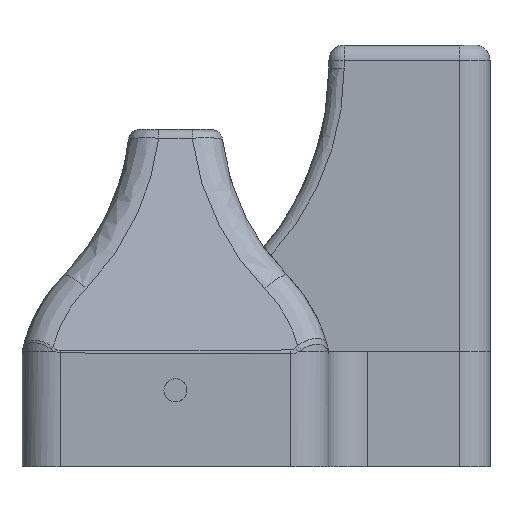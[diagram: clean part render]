
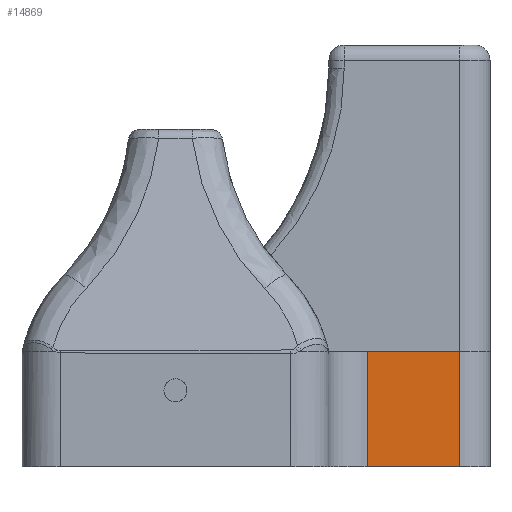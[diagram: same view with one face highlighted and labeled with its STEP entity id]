
A CAD part, front view. The second image highlights one B-rep face of the part: STEP entity #14869.
In plain terms, the highlighted planar face has unit normal (0, -1, 0).
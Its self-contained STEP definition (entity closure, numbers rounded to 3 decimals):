
#2410 = PLANE('',#2411);
#2411 = AXIS2_PLACEMENT_3D('',#2412,#2413,#2414);
#2412 = CARTESIAN_POINT('',(20.,-60.,0.));
#2413 = DIRECTION('',(0.,0.,-1.));
#2414 = DIRECTION('',(1.,0.,0.));
#4759 = VERTEX_POINT('',#4760);
#4760 = CARTESIAN_POINT('',(25.,-22.,15.));
#4779 = CYLINDRICAL_SURFACE('',#4780,5.);
#4780 = AXIS2_PLACEMENT_3D('',#4781,#4782,#4783);
#4781 = CARTESIAN_POINT('',(25.,-27.,0.));
#4782 = DIRECTION('',(0.,0.,1.));
#4783 = DIRECTION('',(0.,1.,0.));
#4807 = PLANE('',#4808);
#4808 = AXIS2_PLACEMENT_3D('',#4809,#4810,#4811);
#4809 = CARTESIAN_POINT('',(20.,-22.,15.));
#4810 = DIRECTION('',(0.,-1.,0.));
#4811 = DIRECTION('',(-1.,0.,0.));
#6702 = EDGE_CURVE('',#6703,#6705,#6707,.T.);
#6703 = VERTEX_POINT('',#6704);
#6704 = CARTESIAN_POINT('',(25.,-22.,0.));
#6705 = VERTEX_POINT('',#6706);
#6706 = CARTESIAN_POINT('',(37.,-22.,0.));
#6707 = SURFACE_CURVE('',#6708,(#6712,#6719),.PCURVE_S1.);
#6708 = LINE('',#6709,#6710);
#6709 = CARTESIAN_POINT('',(20.,-22.,0.));
#6710 = VECTOR('',#6711,1.);
#6711 = DIRECTION('',(1.,0.,0.));
#6712 = PCURVE('',#2410,#6713);
#6713 = DEFINITIONAL_REPRESENTATION('',(#6714),#6718);
#6714 = LINE('',#6715,#6716);
#6715 = CARTESIAN_POINT('',(0.,-38.));
#6716 = VECTOR('',#6717,1.);
#6717 = DIRECTION('',(1.,0.));
#6718 = ( GEOMETRIC_REPRESENTATION_CONTEXT(2) 
PARAMETRIC_REPRESENTATION_CONTEXT() REPRESENTATION_CONTEXT('2D SPACE',''
  ) );
#6719 = PCURVE('',#6720,#6725);
#6720 = PLANE('',#6721);
#6721 = AXIS2_PLACEMENT_3D('',#6722,#6723,#6724);
#6722 = CARTESIAN_POINT('',(20.,-22.,0.));
#6723 = DIRECTION('',(0.,-1.,0.));
#6724 = DIRECTION('',(-1.,0.,0.));
#6725 = DEFINITIONAL_REPRESENTATION('',(#6726),#6730);
#6726 = LINE('',#6727,#6728);
#6727 = CARTESIAN_POINT('',(0.,0.));
#6728 = VECTOR('',#6729,1.);
#6729 = DIRECTION('',(-1.,0.));
#6730 = ( GEOMETRIC_REPRESENTATION_CONTEXT(2) 
PARAMETRIC_REPRESENTATION_CONTEXT() REPRESENTATION_CONTEXT('2D SPACE',''
  ) );
#6753 = CYLINDRICAL_SURFACE('',#6754,4.);
#6754 = AXIS2_PLACEMENT_3D('',#6755,#6756,#6757);
#6755 = CARTESIAN_POINT('',(37.,-18.,0.));
#6756 = DIRECTION('',(0.,0.,1.));
#6757 = DIRECTION('',(0.,-1.,0.));
#13789 = EDGE_CURVE('',#6703,#4759,#13790,.T.);
#13790 = SURFACE_CURVE('',#13791,(#13795,#13802),.PCURVE_S1.);
#13791 = LINE('',#13792,#13793);
#13792 = CARTESIAN_POINT('',(25.,-22.,0.));
#13793 = VECTOR('',#13794,1.);
#13794 = DIRECTION('',(0.,0.,1.));
#13795 = PCURVE('',#4779,#13796);
#13796 = DEFINITIONAL_REPRESENTATION('',(#13797),#13801);
#13797 = LINE('',#13798,#13799);
#13798 = CARTESIAN_POINT('',(0.,0.));
#13799 = VECTOR('',#13800,1.);
#13800 = DIRECTION('',(0.,1.));
#13801 = ( GEOMETRIC_REPRESENTATION_CONTEXT(2) 
PARAMETRIC_REPRESENTATION_CONTEXT() REPRESENTATION_CONTEXT('2D SPACE',''
  ) );
#13802 = PCURVE('',#6720,#13803);
#13803 = DEFINITIONAL_REPRESENTATION('',(#13804),#13808);
#13804 = LINE('',#13805,#13806);
#13805 = CARTESIAN_POINT('',(-5.,0.));
#13806 = VECTOR('',#13807,1.);
#13807 = DIRECTION('',(0.,-1.));
#13808 = ( GEOMETRIC_REPRESENTATION_CONTEXT(2) 
PARAMETRIC_REPRESENTATION_CONTEXT() REPRESENTATION_CONTEXT('2D SPACE',''
  ) );
#14241 = VERTEX_POINT('',#14242);
#14242 = CARTESIAN_POINT('',(37.,-22.,15.));
#14265 = EDGE_CURVE('',#4759,#14241,#14266,.T.);
#14266 = SURFACE_CURVE('',#14267,(#14271,#14278),.PCURVE_S1.);
#14267 = LINE('',#14268,#14269);
#14268 = CARTESIAN_POINT('',(20.,-22.,15.));
#14269 = VECTOR('',#14270,1.);
#14270 = DIRECTION('',(1.,0.,0.));
#14271 = PCURVE('',#4807,#14272);
#14272 = DEFINITIONAL_REPRESENTATION('',(#14273),#14277);
#14273 = LINE('',#14274,#14275);
#14274 = CARTESIAN_POINT('',(0.,0.));
#14275 = VECTOR('',#14276,1.);
#14276 = DIRECTION('',(-1.,0.));
#14277 = ( GEOMETRIC_REPRESENTATION_CONTEXT(2) 
PARAMETRIC_REPRESENTATION_CONTEXT() REPRESENTATION_CONTEXT('2D SPACE',''
  ) );
#14278 = PCURVE('',#6720,#14279);
#14279 = DEFINITIONAL_REPRESENTATION('',(#14280),#14284);
#14280 = LINE('',#14281,#14282);
#14281 = CARTESIAN_POINT('',(0.,-15.));
#14282 = VECTOR('',#14283,1.);
#14283 = DIRECTION('',(-1.,0.));
#14284 = ( GEOMETRIC_REPRESENTATION_CONTEXT(2) 
PARAMETRIC_REPRESENTATION_CONTEXT() REPRESENTATION_CONTEXT('2D SPACE',''
  ) );
#14869 = ADVANCED_FACE('',(#14870),#6720,.T.);
#14870 = FACE_BOUND('',#14871,.F.);
#14871 = EDGE_LOOP('',(#14872,#14873,#14874,#14875));
#14872 = ORIENTED_EDGE('',*,*,#6702,.F.);
#14873 = ORIENTED_EDGE('',*,*,#13789,.T.);
#14874 = ORIENTED_EDGE('',*,*,#14265,.T.);
#14875 = ORIENTED_EDGE('',*,*,#14876,.F.);
#14876 = EDGE_CURVE('',#6705,#14241,#14877,.T.);
#14877 = SURFACE_CURVE('',#14878,(#14882,#14889),.PCURVE_S1.);
#14878 = LINE('',#14879,#14880);
#14879 = CARTESIAN_POINT('',(37.,-22.,0.));
#14880 = VECTOR('',#14881,1.);
#14881 = DIRECTION('',(0.,0.,1.));
#14882 = PCURVE('',#6720,#14883);
#14883 = DEFINITIONAL_REPRESENTATION('',(#14884),#14888);
#14884 = LINE('',#14885,#14886);
#14885 = CARTESIAN_POINT('',(-17.,0.));
#14886 = VECTOR('',#14887,1.);
#14887 = DIRECTION('',(0.,-1.));
#14888 = ( GEOMETRIC_REPRESENTATION_CONTEXT(2) 
PARAMETRIC_REPRESENTATION_CONTEXT() REPRESENTATION_CONTEXT('2D SPACE',''
  ) );
#14889 = PCURVE('',#6753,#14890);
#14890 = DEFINITIONAL_REPRESENTATION('',(#14891),#14895);
#14891 = LINE('',#14892,#14893);
#14892 = CARTESIAN_POINT('',(0.,0.));
#14893 = VECTOR('',#14894,1.);
#14894 = DIRECTION('',(0.,1.));
#14895 = ( GEOMETRIC_REPRESENTATION_CONTEXT(2) 
PARAMETRIC_REPRESENTATION_CONTEXT() REPRESENTATION_CONTEXT('2D SPACE',''
  ) );
